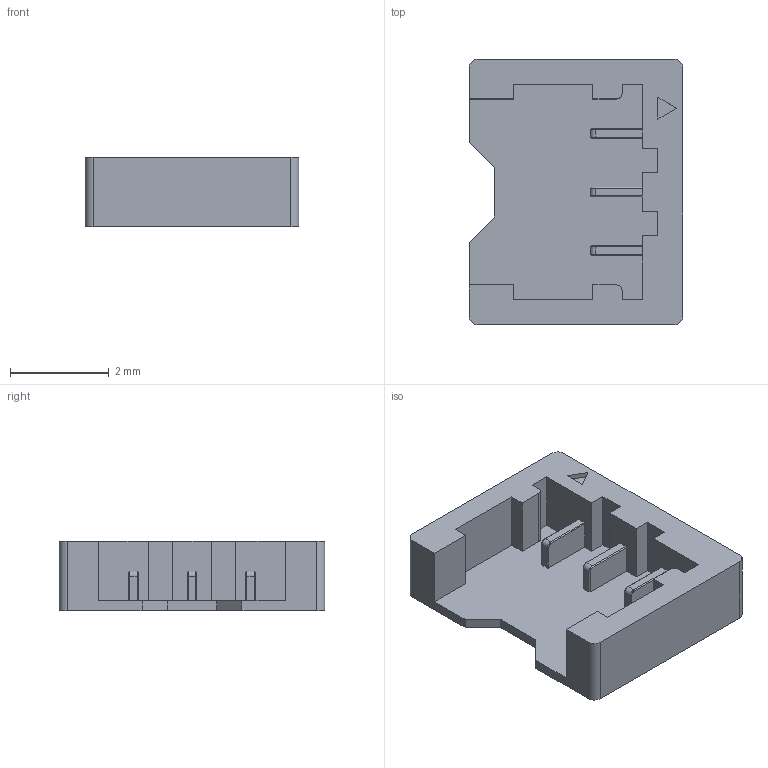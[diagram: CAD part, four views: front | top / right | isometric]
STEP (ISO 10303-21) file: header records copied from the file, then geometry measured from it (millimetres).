
FILE_DESCRIPTION (( 'STEP AP203' ), '1' );
FILE_NAME ('User Library-JST ACH 3pts mal.STEP', '2021-02-18T10:48:43', ( '' ), ( '' ), 'SwSTEP 2.0', 'SolidWorks 2020', '' );
FILE_SCHEMA (( 'CONFIG_CONTROL_DESIGN' ));
Length unit declared in the file: millimetre
Products named in the file (1): User Library-JST ACH 3pts mal
Bounding box: 4.33 x 5.38 x 1.4 mm (x, y, z)
Volume: 15.1 mm3; surface area: 90.3 mm2
Topology: 4 solids, 4 shells, 83 faces, 210 edges, 136 vertices
Faces by surface type: plane 68, cylinder 9, cone 6
Entity records: 2523 total; most frequent: CARTESIAN_POINT 430, ORIENTED_EDGE 420, DIRECTION 402, EDGE_CURVE 210, VECTOR 186, LINE 186, VERTEX_POINT 136, AXIS2_PLACEMENT_3D 108
